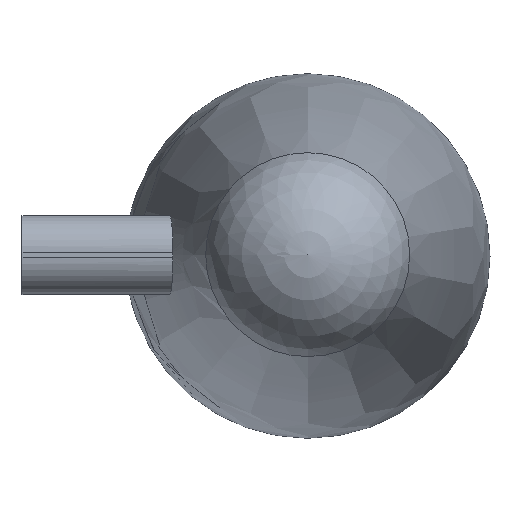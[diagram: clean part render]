
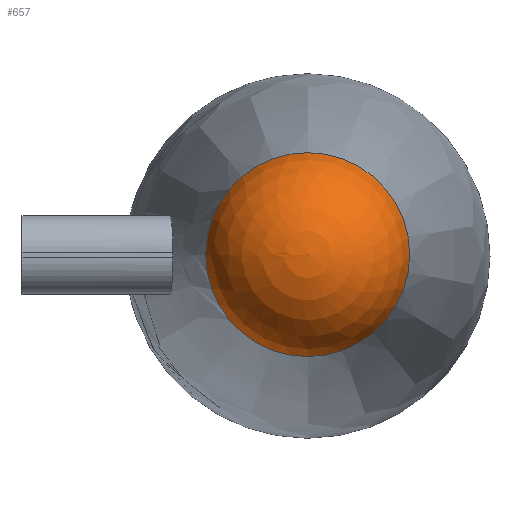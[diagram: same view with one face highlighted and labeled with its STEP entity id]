
A CAD part, top view. The second image highlights one B-rep face of the part: STEP entity #657.
In plain terms, the highlighted spherical face has radius 20 mm.
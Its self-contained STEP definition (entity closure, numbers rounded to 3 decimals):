
#187 = VERTEX_POINT('',#188);
#188 = CARTESIAN_POINT('',(-19.576,0.,
    149.094));
#195 = EDGE_CURVE('',#187,#187,#196,.T.);
#196 = CIRCLE('',#197,19.576);
#197 = AXIS2_PLACEMENT_3D('',#198,#199,#200);
#198 = CARTESIAN_POINT('',(0.,0.,149.094));
#199 = DIRECTION('',(0.,0.,1.));
#200 = DIRECTION('',(-1.,0.,0.));
#657 = ADVANCED_FACE('',(#658),#671,.T.);
#658 = FACE_BOUND('',#659,.F.);
#659 = EDGE_LOOP('',(#660,#669,#670));
#660 = ORIENTED_EDGE('',*,*,#661,.T.);
#661 = EDGE_CURVE('',#662,#187,#664,.T.);
#662 = VERTEX_POINT('',#663);
#663 = CARTESIAN_POINT('',(0.,0.,165.));
#664 = CIRCLE('',#665,20.);
#665 = AXIS2_PLACEMENT_3D('',#666,#667,#668);
#666 = CARTESIAN_POINT('',(0.,0.,145.));
#667 = DIRECTION('',(0.,-1.,0.));
#668 = DIRECTION('',(1.,0.,0.));
#669 = ORIENTED_EDGE('',*,*,#195,.F.);
#670 = ORIENTED_EDGE('',*,*,#661,.F.);
#671 = SPHERICAL_SURFACE('',#672,20.);
#672 = AXIS2_PLACEMENT_3D('',#673,#674,#675);
#673 = CARTESIAN_POINT('',(0.,0.,145.));
#674 = DIRECTION('',(0.,0.,-1.));
#675 = DIRECTION('',(-1.,0.,0.));
